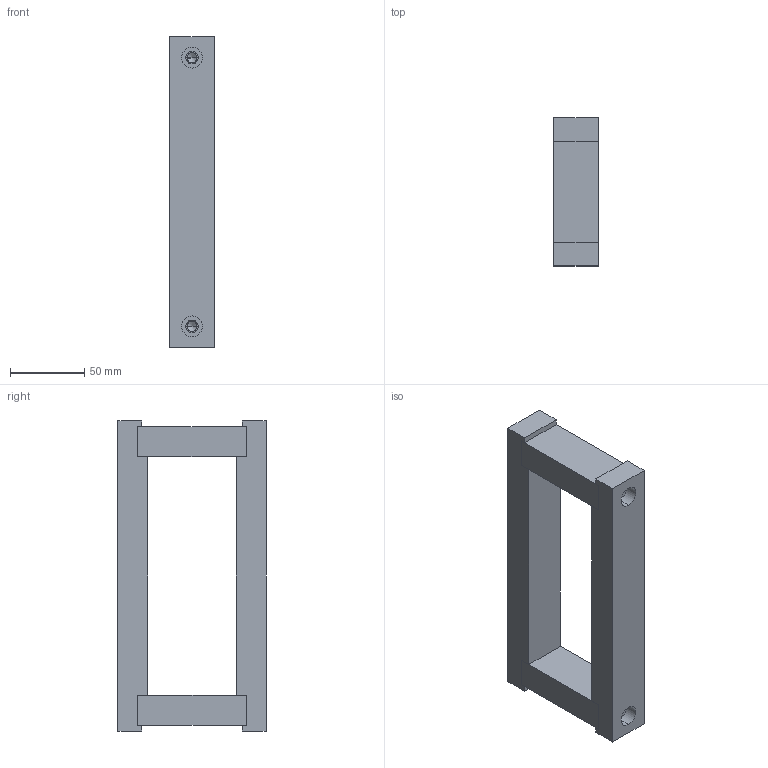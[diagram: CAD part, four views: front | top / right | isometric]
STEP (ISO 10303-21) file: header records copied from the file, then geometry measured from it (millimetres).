
FILE_DESCRIPTION((''),'2;1');
FILE_NAME('CF 24.stp','2003-12-30T13:20:14',(''),(''),'AutoCAD STEP 2000i','AutoCAD 2000i',', , ');
FILE_SCHEMA(('CONFIG_CONTROL_DESIGN'));
Length unit declared in the file: millimetre
Products named in the file (5): S1003216; PART1; KORTSIDA; ~TDM_A3; MATERIALSPECIFIKATION
Assembly tree (6 placements, depth 2):
  S1003216
    PART1  x2
    KORTSIDA  x2
    ~TDM_A3
    MATERIALSPECIFIKATION
Bounding box: 30 x 99.6 x 208.5 mm (x, y, z)
Volume: 306760.7 mm3; surface area: 66616.3 mm2
Topology: 4 solids, 4 shells, 108 faces, 268 edges, 162 vertices
Faces by surface type: plane 52, cylinder 36, cone 20
Entity records: 1699 total; most frequent: DIRECTION 282, CARTESIAN_POINT 266, ORIENTED_EDGE 248, EDGE_CURVE 124, AXIS2_PLACEMENT_3D 97, VECTOR 88, LINE 88, VERTEX_POINT 81
